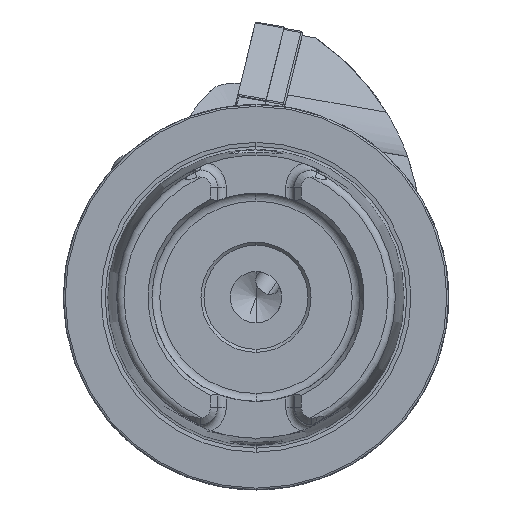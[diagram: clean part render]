
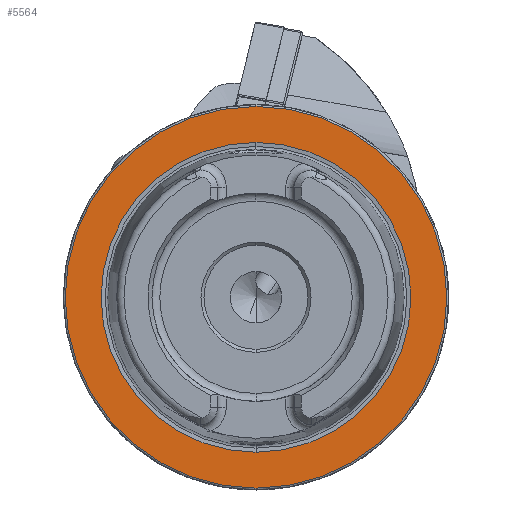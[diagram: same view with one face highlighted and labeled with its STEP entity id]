
A CAD part, left-side view. The second image highlights one B-rep face of the part: STEP entity #5564.
In plain terms, the highlighted planar face has unit normal (-1, 0, 0).
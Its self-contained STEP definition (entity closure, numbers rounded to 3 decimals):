
#553 = EDGE_CURVE ( 'NONE', #7535, #7778, #8322, .T. ) ;
#771 = DIRECTION ( 'NONE',  ( 0., 0., 1. ) ) ;
#1109 = EDGE_CURVE ( 'NONE', #7778, #7535, #13205, .T. ) ;
#2157 = AXIS2_PLACEMENT_3D ( 'NONE', #11677, #3210, #13107 ) ;
#2159 = ORIENTED_EDGE ( 'NONE', *, *, #1109, .T. ) ;
#2284 = AXIS2_PLACEMENT_3D ( 'NONE', #2347, #12238, #771 ) ;
#2347 = CARTESIAN_POINT ( 'NONE',  ( 0., 0., 0. ) ) ;
#2417 = CIRCLE ( 'NONE', #13136, 25.324 ) ;
#2787 = CARTESIAN_POINT ( 'NONE',  ( 0., 0., -25.324 ) ) ;
#3128 = ORIENTED_EDGE ( 'NONE', *, *, #4511, .F. ) ;
#3210 = DIRECTION ( 'NONE',  ( -1., 0., 0. ) ) ;
#4511 = EDGE_CURVE ( 'NONE', #4841, #14603, #2417, .T. ) ;
#4686 = CARTESIAN_POINT ( 'NONE',  ( 0., 0., 0. ) ) ;
#4841 = VERTEX_POINT ( 'NONE', #2787 ) ;
#4903 = DIRECTION ( 'NONE',  ( 0., 0., 1. ) ) ;
#5411 = PLANE ( 'NONE',  #5637 ) ;
#5564 = ADVANCED_FACE ( 'NONE', ( #11867, #17895 ), #5411, .F. ) ;
#5637 = AXIS2_PLACEMENT_3D ( 'NONE', #12523, #13823, #6761 ) ;
#6153 = EDGE_LOOP ( 'NONE', ( #16290, #3128 ) ) ;
#6311 = CIRCLE ( 'NONE', #7318, 25.324 ) ;
#6418 = EDGE_LOOP ( 'NONE', ( #2159, #15535 ) ) ;
#6761 = DIRECTION ( 'NONE',  ( 0., 0., -1. ) ) ;
#7318 = AXIS2_PLACEMENT_3D ( 'NONE', #7955, #14779, #4903 ) ;
#7535 = VERTEX_POINT ( 'NONE', #14172 ) ;
#7778 = VERTEX_POINT ( 'NONE', #10857 ) ;
#7955 = CARTESIAN_POINT ( 'NONE',  ( 0., 0., 0. ) ) ;
#8322 = CIRCLE ( 'NONE', #2157, 31.2 ) ;
#9060 = DIRECTION ( 'NONE',  ( 0., 0., 1. ) ) ;
#10491 = CARTESIAN_POINT ( 'NONE',  ( 0., 0., 25.324 ) ) ;
#10857 = CARTESIAN_POINT ( 'NONE',  ( 0., 0., 31.2 ) ) ;
#11677 = CARTESIAN_POINT ( 'NONE',  ( 0., 0., 0. ) ) ;
#11700 = DIRECTION ( 'NONE',  ( -1., 0., 0. ) ) ;
#11867 = FACE_BOUND ( 'NONE', #6153, .T. ) ;
#12238 = DIRECTION ( 'NONE',  ( -1., 0., 0. ) ) ;
#12523 = CARTESIAN_POINT ( 'NONE',  ( 0., 31.2, 0. ) ) ;
#13107 = DIRECTION ( 'NONE',  ( 0., 0., 1. ) ) ;
#13136 = AXIS2_PLACEMENT_3D ( 'NONE', #4686, #11700, #9060 ) ;
#13205 = CIRCLE ( 'NONE', #2284, 31.2 ) ;
#13823 = DIRECTION ( 'NONE',  ( 1., 0., 0. ) ) ;
#14172 = CARTESIAN_POINT ( 'NONE',  ( 0., 0., -31.2 ) ) ;
#14545 = EDGE_CURVE ( 'NONE', #14603, #4841, #6311, .T. ) ;
#14603 = VERTEX_POINT ( 'NONE', #10491 ) ;
#14779 = DIRECTION ( 'NONE',  ( -1., 0., 0. ) ) ;
#15535 = ORIENTED_EDGE ( 'NONE', *, *, #553, .T. ) ;
#16290 = ORIENTED_EDGE ( 'NONE', *, *, #14545, .F. ) ;
#17895 = FACE_OUTER_BOUND ( 'NONE', #6418, .T. ) ;
